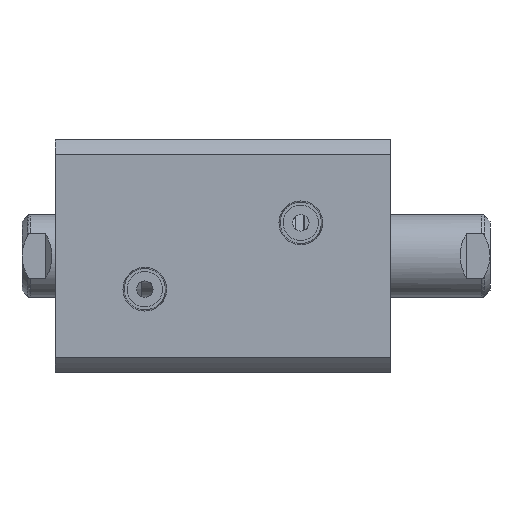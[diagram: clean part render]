
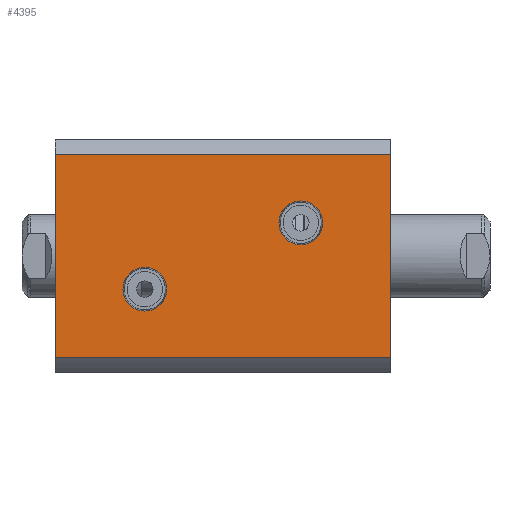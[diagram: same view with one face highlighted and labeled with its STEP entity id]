
A CAD part, left-side view. The second image highlights one B-rep face of the part: STEP entity #4395.
In plain terms, the highlighted planar face has unit normal (-1, 0, 0).
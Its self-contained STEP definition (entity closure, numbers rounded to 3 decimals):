
#26 = EDGE_LOOP ( 'NONE', ( #1901, #8677 ) ) ;
#84 = LINE ( 'NONE', #5809, #8018 ) ;
#287 = CARTESIAN_POINT ( 'NONE',  ( -35., 10., 74. ) ) ;
#408 = CARTESIAN_POINT ( 'NONE',  ( -35., 35., 101. ) ) ;
#481 = CIRCLE ( 'NONE', #2693, 6.603 ) ;
#523 = CIRCLE ( 'NONE', #8667, 6.603 ) ;
#571 = DIRECTION ( 'NONE',  ( -1., 0., 0. ) ) ;
#630 = CARTESIAN_POINT ( 'NONE',  ( -35., 30.615, -199. ) ) ;
#671 = FACE_BOUND ( 'NONE', #26, .T. ) ;
#1058 = DIRECTION ( 'NONE',  ( 0., 0., 1. ) ) ;
#1197 = DIRECTION ( 'NONE',  ( 0., 0., -1. ) ) ;
#1582 = CARTESIAN_POINT ( 'NONE',  ( -35., -30.615, 101. ) ) ;
#1901 = ORIENTED_EDGE ( 'NONE', *, *, #1954, .F. ) ;
#1954 = EDGE_CURVE ( 'NONE', #2286, #7370, #8539, .T. ) ;
#2201 = DIRECTION ( 'NONE',  ( -1., 0., 0. ) ) ;
#2286 = VERTEX_POINT ( 'NONE', #7639 ) ;
#2292 = DIRECTION ( 'NONE',  ( -1., 0., 0. ) ) ;
#2360 = AXIS2_PLACEMENT_3D ( 'NONE', #7273, #9613, #5025 ) ;
#2411 = EDGE_CURVE ( 'NONE', #3903, #5625, #9243, .T. ) ;
#2429 = VERTEX_POINT ( 'NONE', #2759 ) ;
#2555 = EDGE_CURVE ( 'NONE', #4701, #2429, #8886, .T. ) ;
#2672 = EDGE_CURVE ( 'NONE', #4165, #9274, #481, .T. ) ;
#2693 = AXIS2_PLACEMENT_3D ( 'NONE', #6867, #2292, #7630 ) ;
#2759 = CARTESIAN_POINT ( 'NONE',  ( -35., -30.615, 0. ) ) ;
#2986 = DIRECTION ( 'NONE',  ( 0., 0., 1. ) ) ;
#2998 = FACE_OUTER_BOUND ( 'NONE', #8175, .T. ) ;
#3311 = ORIENTED_EDGE ( 'NONE', *, *, #8937, .F. ) ;
#3492 = PLANE ( 'NONE',  #2360 ) ;
#3527 = CARTESIAN_POINT ( 'NONE',  ( -35., 10., 67.397 ) ) ;
#3687 = DIRECTION ( 'NONE',  ( 0., -1., 0. ) ) ;
#3739 = ORIENTED_EDGE ( 'NONE', *, *, #2411, .F. ) ;
#3903 = VERTEX_POINT ( 'NONE', #7811 ) ;
#4165 = VERTEX_POINT ( 'NONE', #4728 ) ;
#4395 = ADVANCED_FACE ( 'NONE', ( #671, #6808, #2998 ), #3492, .F. ) ;
#4634 = ORIENTED_EDGE ( 'NONE', *, *, #6875, .F. ) ;
#4701 = VERTEX_POINT ( 'NONE', #7179 ) ;
#4728 = CARTESIAN_POINT ( 'NONE',  ( -35., -10., 20.397 ) ) ;
#4827 = VECTOR ( 'NONE', #3687, 1000. ) ;
#4999 = EDGE_LOOP ( 'NONE', ( #3311, #5068 ) ) ;
#5025 = DIRECTION ( 'NONE',  ( 0., 1., 0. ) ) ;
#5068 = ORIENTED_EDGE ( 'NONE', *, *, #2672, .F. ) ;
#5188 = CARTESIAN_POINT ( 'NONE',  ( -35., 10., 74. ) ) ;
#5316 = ORIENTED_EDGE ( 'NONE', *, *, #2555, .T. ) ;
#5454 = AXIS2_PLACEMENT_3D ( 'NONE', #5188, #571, #5970 ) ;
#5481 = EDGE_CURVE ( 'NONE', #4701, #3903, #8487, .T. ) ;
#5625 = VERTEX_POINT ( 'NONE', #1582 ) ;
#5680 = DIRECTION ( 'NONE',  ( -1., 0., 0. ) ) ;
#5809 = CARTESIAN_POINT ( 'NONE',  ( -35., -30.615, -199. ) ) ;
#5970 = DIRECTION ( 'NONE',  ( 0., 0., 1. ) ) ;
#6473 = VECTOR ( 'NONE', #2986, 1000. ) ;
#6656 = AXIS2_PLACEMENT_3D ( 'NONE', #287, #5680, #1058 ) ;
#6780 = CARTESIAN_POINT ( 'NONE',  ( -35., -10., 27. ) ) ;
#6796 = CIRCLE ( 'NONE', #5454, 6.603 ) ;
#6808 = FACE_BOUND ( 'NONE', #4999, .T. ) ;
#6867 = CARTESIAN_POINT ( 'NONE',  ( -35., -10., 27. ) ) ;
#6875 = EDGE_CURVE ( 'NONE', #5625, #2429, #84, .T. ) ;
#6987 = EDGE_CURVE ( 'NONE', #7370, #2286, #6796, .T. ) ;
#7179 = CARTESIAN_POINT ( 'NONE',  ( -35., 30.615, 0. ) ) ;
#7273 = CARTESIAN_POINT ( 'NONE',  ( -35., 35., 101. ) ) ;
#7370 = VERTEX_POINT ( 'NONE', #3527 ) ;
#7536 = DIRECTION ( 'NONE',  ( 0., 0., 1. ) ) ;
#7630 = DIRECTION ( 'NONE',  ( 0., 0., 1. ) ) ;
#7639 = CARTESIAN_POINT ( 'NONE',  ( -35., 10., 80.603 ) ) ;
#7811 = CARTESIAN_POINT ( 'NONE',  ( -35., 30.615, 101. ) ) ;
#8018 = VECTOR ( 'NONE', #1197, 1000. ) ;
#8042 = CARTESIAN_POINT ( 'NONE',  ( -35., -10., 33.603 ) ) ;
#8058 = ORIENTED_EDGE ( 'NONE', *, *, #5481, .F. ) ;
#8175 = EDGE_LOOP ( 'NONE', ( #8058, #5316, #4634, #3739 ) ) ;
#8244 = CARTESIAN_POINT ( 'NONE',  ( -35., 35., 0. ) ) ;
#8487 = LINE ( 'NONE', #630, #6473 ) ;
#8539 = CIRCLE ( 'NONE', #6656, 6.603 ) ;
#8667 = AXIS2_PLACEMENT_3D ( 'NONE', #6780, #2201, #7536 ) ;
#8677 = ORIENTED_EDGE ( 'NONE', *, *, #6987, .F. ) ;
#8830 = DIRECTION ( 'NONE',  ( 0., -1., 0. ) ) ;
#8886 = LINE ( 'NONE', #8244, #4827 ) ;
#8937 = EDGE_CURVE ( 'NONE', #9274, #4165, #523, .T. ) ;
#9243 = LINE ( 'NONE', #408, #9499 ) ;
#9274 = VERTEX_POINT ( 'NONE', #8042 ) ;
#9499 = VECTOR ( 'NONE', #8830, 1000. ) ;
#9613 = DIRECTION ( 'NONE',  ( 1., 0., 0. ) ) ;
